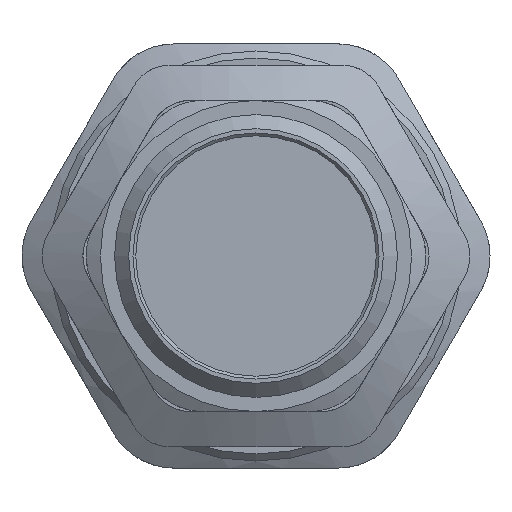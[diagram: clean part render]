
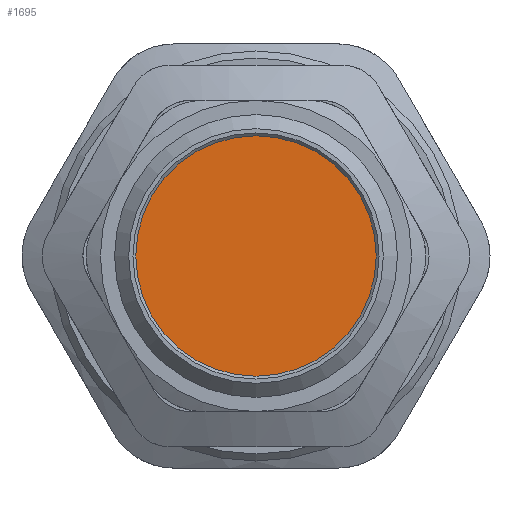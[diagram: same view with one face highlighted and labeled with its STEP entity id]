
A CAD part, front view. The second image highlights one B-rep face of the part: STEP entity #1695.
In plain terms, the highlighted planar face has unit normal (0, -1, 0).
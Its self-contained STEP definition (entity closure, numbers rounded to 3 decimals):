
#230=FACE_OUTER_BOUND('',#333,.T.);
#333=EDGE_LOOP('',(#1083));
#581=CIRCLE('',#1824,8.5);
#652=VERTEX_POINT('',#2968);
#821=EDGE_CURVE('',#652,#652,#581,.T.);
#1083=ORIENTED_EDGE('',*,*,#821,.F.);
#1556=PLANE('',#1823);
#1695=ADVANCED_FACE('',(#230),#1556,.F.);
#1823=AXIS2_PLACEMENT_3D('',#2967,#1986,#1987);
#1824=AXIS2_PLACEMENT_3D('',#2969,#1988,#1989);
#1986=DIRECTION('center_axis',(0.,1.,0.));
#1987=DIRECTION('ref_axis',(0.,0.,1.));
#1988=DIRECTION('center_axis',(0.,1.,0.));
#1989=DIRECTION('ref_axis',(1.,0.,0.));
#2967=CARTESIAN_POINT('Origin',(-4.71,-14.236,0.));
#2968=CARTESIAN_POINT('',(-13.21,-14.236,0.));
#2969=CARTESIAN_POINT('Origin',(-4.71,-14.236,0.));
